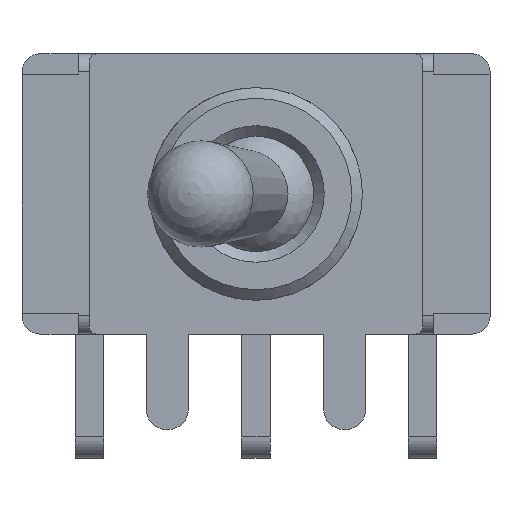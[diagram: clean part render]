
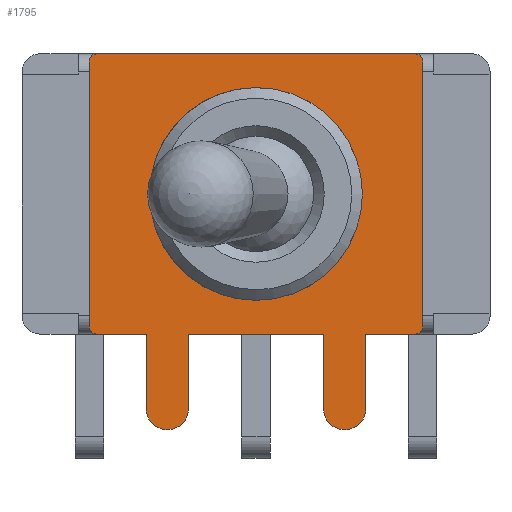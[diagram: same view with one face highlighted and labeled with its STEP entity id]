
A CAD part, front view. The second image highlights one B-rep face of the part: STEP entity #1795.
In plain terms, the highlighted planar face has unit normal (0, -1, 0).
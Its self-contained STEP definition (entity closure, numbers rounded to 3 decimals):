
#1795=ADVANCED_FACE('',(#19347,#19349),#19351,.T.);
#19347=FACE_BOUND('',#19348,.T.);
#19348=EDGE_LOOP('',(#26675,#26676,#26677,#26678,#26679,#26680,#26681,#26682,#26683,
#26684,#26685,#26686,#26687,#26688,#26689,#26690));
#19349=FACE_BOUND('',#19350,.T.);
#19350=EDGE_LOOP('',(#26691));
#19351=PLANE('',#19352);
#19352=AXIS2_PLACEMENT_3D('',#19353,#19354,#19355);
#19353=CARTESIAN_POINT('',(0.,-6.4,0.));
#19354=DIRECTION('',(0.,-1.,0.));
#19355=DIRECTION('',(1.,0.,0.));
#26675=ORIENTED_EDGE('',*,*,#32304,.T.);
#26676=ORIENTED_EDGE('',*,*,#32305,.T.);
#26677=ORIENTED_EDGE('',*,*,#32306,.T.);
#26678=ORIENTED_EDGE('',*,*,#32307,.T.);
#26679=ORIENTED_EDGE('',*,*,#32308,.T.);
#26680=ORIENTED_EDGE('',*,*,#32309,.T.);
#26681=ORIENTED_EDGE('',*,*,#32310,.T.);
#26682=ORIENTED_EDGE('',*,*,#32311,.T.);
#26683=ORIENTED_EDGE('',*,*,#32312,.T.);
#26684=ORIENTED_EDGE('',*,*,#32313,.T.);
#26685=ORIENTED_EDGE('',*,*,#32314,.T.);
#26686=ORIENTED_EDGE('',*,*,#32315,.T.);
#26687=ORIENTED_EDGE('',*,*,#32316,.T.);
#26688=ORIENTED_EDGE('',*,*,#32317,.T.);
#26689=ORIENTED_EDGE('',*,*,#32318,.T.);
#26690=ORIENTED_EDGE('',*,*,#32319,.T.);
#26691=ORIENTED_EDGE('',*,*,#32320,.T.);
#32304=EDGE_CURVE('',#35527,#35528,#35529,.T.);
#32305=EDGE_CURVE('',#35528,#35530,#35531,.T.);
#32306=EDGE_CURVE('',#35530,#35532,#35533,.T.);
#32307=EDGE_CURVE('',#35532,#35534,#35535,.T.);
#32308=EDGE_CURVE('',#35534,#35536,#35537,.T.);
#32309=EDGE_CURVE('',#35536,#35538,#35539,.T.);
#32310=EDGE_CURVE('',#35538,#35540,#35541,.T.);
#32311=EDGE_CURVE('',#35540,#35542,#35543,.T.);
#32312=EDGE_CURVE('',#35542,#35544,#35545,.T.);
#32313=EDGE_CURVE('',#35544,#35546,#35547,.T.);
#32314=EDGE_CURVE('',#35546,#35548,#35549,.T.);
#32315=EDGE_CURVE('',#35548,#35550,#35551,.T.);
#32316=EDGE_CURVE('',#35550,#35552,#35553,.T.);
#32317=EDGE_CURVE('',#35552,#35554,#35555,.T.);
#32318=EDGE_CURVE('',#35554,#35556,#35557,.T.);
#32319=EDGE_CURVE('',#35556,#35527,#35558,.T.);
#32320=EDGE_CURVE('',#35559,#35559,#35560,.F.);
#35527=VERTEX_POINT('',#41255);
#35528=VERTEX_POINT('',#41256);
#35529=LINE('',#41257,#41258);
#35530=VERTEX_POINT('',#41260);
#35531=CIRCLE('',#41261,0.2);
#35532=VERTEX_POINT('',#41265);
#35533=LINE('',#41266,#41267);
#35534=VERTEX_POINT('',#41269);
#35535=CIRCLE('',#41270,0.2);
#35536=VERTEX_POINT('',#41274);
#35537=LINE('',#41275,#41276);
#35538=VERTEX_POINT('',#41278);
#35539=CIRCLE('',#41279,0.2);
#35540=VERTEX_POINT('',#41283);
#35541=LINE('',#41284,#41285);
#35542=VERTEX_POINT('',#41287);
#35543=CIRCLE('',#41288,0.2);
#35544=VERTEX_POINT('',#41292);
#35545=LINE('',#41293,#41294);
#35546=VERTEX_POINT('',#41296);
#35547=LINE('',#41297,#41298);
#35548=VERTEX_POINT('',#41300);
#35549=CIRCLE('',#41301,0.6);
#35550=VERTEX_POINT('',#41305);
#35551=LINE('',#41306,#41307);
#35552=VERTEX_POINT('',#41309);
#35553=LINE('',#41310,#41311);
#35554=VERTEX_POINT('',#41313);
#35555=LINE('',#41314,#41315);
#35556=VERTEX_POINT('',#41317);
#35557=CIRCLE('',#41318,0.6);
#35558=LINE('',#41322,#41323);
#35559=VERTEX_POINT('',#41325);
#35560=CIRCLE('',#41326,3.);
#41255=CARTESIAN_POINT('',(3.1,-6.4,-3.95));
#41256=CARTESIAN_POINT('',(4.5,-6.4,-3.95));
#41257=CARTESIAN_POINT('',(3.1,-6.4,-3.95));
#41258=VECTOR('',#41259,1.);
#41259=DIRECTION('',(1.,0.,0.));
#41260=CARTESIAN_POINT('',(4.7,-6.4,-3.75));
#41261=AXIS2_PLACEMENT_3D('',#41262,#41263,#41264);
#41262=CARTESIAN_POINT('',(4.5,-6.4,-3.75));
#41263=DIRECTION('',(0.,-1.,0.));
#41264=DIRECTION('',(0.,0.,-1.));
#41265=CARTESIAN_POINT('',(4.7,-6.4,3.75));
#41266=CARTESIAN_POINT('',(4.7,-6.4,-3.75));
#41267=VECTOR('',#41268,1.);
#41268=DIRECTION('',(0.,0.,1.));
#41269=CARTESIAN_POINT('',(4.5,-6.4,3.95));
#41270=AXIS2_PLACEMENT_3D('',#41271,#41272,#41273);
#41271=CARTESIAN_POINT('',(4.5,-6.4,3.75));
#41272=DIRECTION('',(0.,-1.,0.));
#41273=DIRECTION('',(1.,0.,0.));
#41274=CARTESIAN_POINT('',(-4.5,-6.4,3.95));
#41275=CARTESIAN_POINT('',(4.5,-6.4,3.95));
#41276=VECTOR('',#41277,1.);
#41277=DIRECTION('',(-1.,0.,0.));
#41278=CARTESIAN_POINT('',(-4.7,-6.4,3.75));
#41279=AXIS2_PLACEMENT_3D('',#41280,#41281,#41282);
#41280=CARTESIAN_POINT('',(-4.5,-6.4,3.75));
#41281=DIRECTION('',(0.,-1.,0.));
#41282=DIRECTION('',(0.,0.,1.));
#41283=CARTESIAN_POINT('',(-4.7,-6.4,-3.75));
#41284=CARTESIAN_POINT('',(-4.7,-6.4,3.75));
#41285=VECTOR('',#41286,1.);
#41286=DIRECTION('',(0.,0.,-1.));
#41287=CARTESIAN_POINT('',(-4.5,-6.4,-3.95));
#41288=AXIS2_PLACEMENT_3D('',#41289,#41290,#41291);
#41289=CARTESIAN_POINT('',(-4.5,-6.4,-3.75));
#41290=DIRECTION('',(0.,-1.,0.));
#41291=DIRECTION('',(-1.,0.,0.));
#41292=CARTESIAN_POINT('',(-3.1,-6.4,-3.95));
#41293=CARTESIAN_POINT('',(-4.5,-6.4,-3.95));
#41294=VECTOR('',#41295,1.);
#41295=DIRECTION('',(1.,0.,0.));
#41296=CARTESIAN_POINT('',(-3.1,-6.4,-6.05));
#41297=CARTESIAN_POINT('',(-3.1,-6.4,-3.95));
#41298=VECTOR('',#41299,1.);
#41299=DIRECTION('',(0.,0.,-1.));
#41300=CARTESIAN_POINT('',(-1.9,-6.4,-6.05));
#41301=AXIS2_PLACEMENT_3D('',#41302,#41303,#41304);
#41302=CARTESIAN_POINT('',(-2.5,-6.4,-6.05));
#41303=DIRECTION('',(0.,-1.,0.));
#41304=DIRECTION('',(-1.,0.,0.));
#41305=CARTESIAN_POINT('',(-1.9,-6.4,-3.95));
#41306=CARTESIAN_POINT('',(-1.9,-6.4,-6.05));
#41307=VECTOR('',#41308,1.);
#41308=DIRECTION('',(0.,0.,1.));
#41309=CARTESIAN_POINT('',(1.9,-6.4,-3.95));
#41310=CARTESIAN_POINT('',(-1.9,-6.4,-3.95));
#41311=VECTOR('',#41312,1.);
#41312=DIRECTION('',(1.,0.,0.));
#41313=CARTESIAN_POINT('',(1.9,-6.4,-6.05));
#41314=CARTESIAN_POINT('',(1.9,-6.4,-3.95));
#41315=VECTOR('',#41316,1.);
#41316=DIRECTION('',(0.,0.,-1.));
#41317=CARTESIAN_POINT('',(3.1,-6.4,-6.05));
#41318=AXIS2_PLACEMENT_3D('',#41319,#41320,#41321);
#41319=CARTESIAN_POINT('',(2.5,-6.4,-6.05));
#41320=DIRECTION('',(0.,-1.,0.));
#41321=DIRECTION('',(-1.,0.,0.));
#41322=CARTESIAN_POINT('',(3.1,-6.4,-6.05));
#41323=VECTOR('',#41324,1.);
#41324=DIRECTION('',(0.,0.,1.));
#41325=CARTESIAN_POINT('',(3.,-6.4,0.));
#41326=AXIS2_PLACEMENT_3D('',#41327,#41328,#41329);
#41327=CARTESIAN_POINT('',(0.,-6.4,0.));
#41328=DIRECTION('',(0.,-1.,0.));
#41329=DIRECTION('',(1.,0.,0.));
